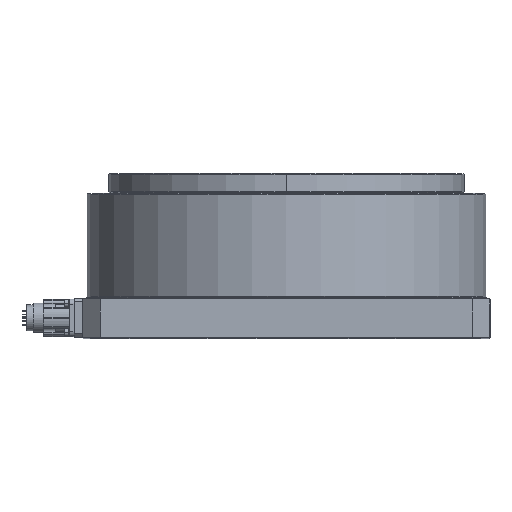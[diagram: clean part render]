
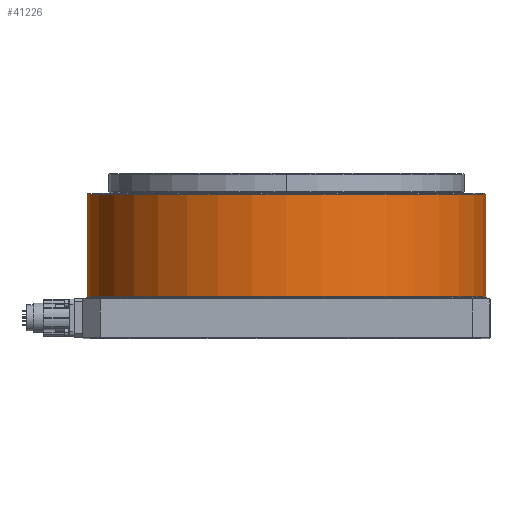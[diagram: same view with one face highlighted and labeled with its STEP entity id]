
A CAD part, top view. The second image highlights one B-rep face of the part: STEP entity #41226.
In plain terms, the highlighted cylindrical face has radius 115 mm (diameter 230 mm), a partial arc.
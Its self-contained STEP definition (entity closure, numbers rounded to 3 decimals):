
#712 = DIRECTION ( 'NONE',  ( 0., -1., 0. ) ) ;
#1014 = VERTEX_POINT ( 'NONE', #37803 ) ;
#1112 = VECTOR ( 'NONE', #40783, 1000. ) ;
#2369 = ORIENTED_EDGE ( 'NONE', *, *, #21930, .T. ) ;
#2654 = CARTESIAN_POINT ( 'NONE',  ( -93.373, 11.31, 0. ) ) ;
#4197 = DIRECTION ( 'NONE',  ( 1., 0., 0. ) ) ;
#5040 = LINE ( 'NONE', #9090, #22353 ) ;
#6872 = ORIENTED_EDGE ( 'NONE', *, *, #39387, .F. ) ;
#8659 = CIRCLE ( 'NONE', #40200, 115. ) ;
#8690 = EDGE_CURVE ( 'NONE', #42038, #1014, #28818, .T. ) ;
#9090 = CARTESIAN_POINT ( 'NONE',  ( 136.627, 11.31, 0. ) ) ;
#11908 = CARTESIAN_POINT ( 'NONE',  ( 21.627, 15.31, 0. ) ) ;
#13140 = AXIS2_PLACEMENT_3D ( 'NONE', #11908, #36166, #15386 ) ;
#14114 = CYLINDRICAL_SURFACE ( 'NONE', #33325, 115. ) ;
#14537 = CARTESIAN_POINT ( 'NONE',  ( 21.627, 11.31, 0. ) ) ;
#15386 = DIRECTION ( 'NONE',  ( -1., 0., 0. ) ) ;
#17041 = VERTEX_POINT ( 'NONE', #20978 ) ;
#17895 = DIRECTION ( 'NONE',  ( 0., -1., 0. ) ) ;
#20978 = CARTESIAN_POINT ( 'NONE',  ( 136.627, 15.31, 0. ) ) ;
#21516 = EDGE_CURVE ( 'NONE', #1014, #17041, #43498, .T. ) ;
#21930 = EDGE_CURVE ( 'NONE', #29436, #42038, #8659, .T. ) ;
#22353 = VECTOR ( 'NONE', #26491, 1000. ) ;
#23309 = FACE_OUTER_BOUND ( 'NONE', #32547, .T. ) ;
#26491 = DIRECTION ( 'NONE',  ( 0., -1., 0. ) ) ;
#28818 = LINE ( 'NONE', #2654, #1112 ) ;
#29436 = VERTEX_POINT ( 'NONE', #39371 ) ;
#32547 = EDGE_LOOP ( 'NONE', ( #2369, #40569, #42011, #6872 ) ) ;
#33325 = AXIS2_PLACEMENT_3D ( 'NONE', #14537, #712, #4197 ) ;
#36166 = DIRECTION ( 'NONE',  ( 0., 1., 0. ) ) ;
#37367 = CARTESIAN_POINT ( 'NONE',  ( -93.373, 74.31, 0. ) ) ;
#37803 = CARTESIAN_POINT ( 'NONE',  ( -93.373, 15.31, 0. ) ) ;
#38719 = CARTESIAN_POINT ( 'NONE',  ( 21.627, 74.31, 0. ) ) ;
#39371 = CARTESIAN_POINT ( 'NONE',  ( 136.627, 74.31, 0. ) ) ;
#39387 = EDGE_CURVE ( 'NONE', #29436, #17041, #5040, .T. ) ;
#40200 = AXIS2_PLACEMENT_3D ( 'NONE', #38719, #17895, #42261 ) ;
#40569 = ORIENTED_EDGE ( 'NONE', *, *, #8690, .T. ) ;
#40783 = DIRECTION ( 'NONE',  ( 0., -1., 0. ) ) ;
#41226 = ADVANCED_FACE ( 'NONE', ( #23309 ), #14114, .T. ) ;
#42011 = ORIENTED_EDGE ( 'NONE', *, *, #21516, .T. ) ;
#42038 = VERTEX_POINT ( 'NONE', #37367 ) ;
#42261 = DIRECTION ( 'NONE',  ( 1., 0., 0. ) ) ;
#43498 = CIRCLE ( 'NONE', #13140, 115. ) ;
